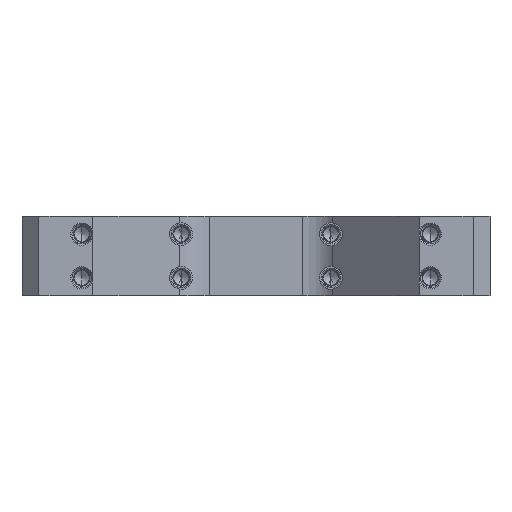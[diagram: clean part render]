
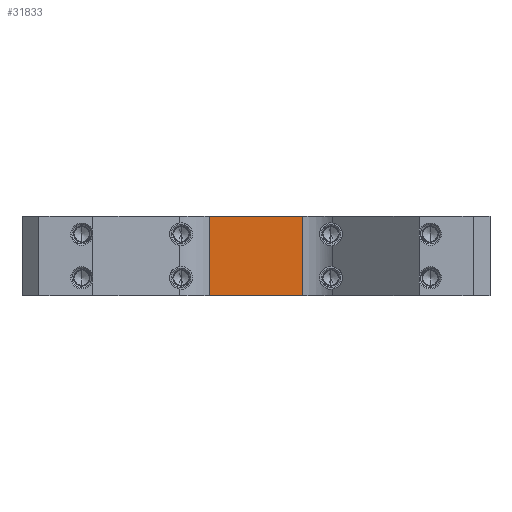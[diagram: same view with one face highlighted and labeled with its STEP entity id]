
A CAD part, left-side view. The second image highlights one B-rep face of the part: STEP entity #31833.
In plain terms, the highlighted planar face has unit normal (-1, 0, 0).
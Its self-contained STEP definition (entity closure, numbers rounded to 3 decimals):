
#81=DIRECTION('',(0.,0.,1.));
#82=VECTOR('',#81,12.);
#83=CARTESIAN_POINT('',(-20.32,7.022,-6.));
#84=LINE('',#83,#82);
#1055=DIRECTION('',(0.,0.,-1.));
#1056=VECTOR('',#1055,12.);
#1057=CARTESIAN_POINT('',(-20.32,-7.022,6.));
#1058=LINE('',#1057,#1056);
#1136=DIRECTION('',(0.,1.,0.));
#1137=VECTOR('',#1136,14.043);
#1138=CARTESIAN_POINT('',(-20.32,-7.022,-6.));
#1139=LINE('',#1138,#1137);
#1140=DIRECTION('',(0.,1.,0.));
#1141=VECTOR('',#1140,14.043);
#1142=CARTESIAN_POINT('',(-20.32,-7.022,6.));
#1143=LINE('',#1142,#1141);
#28682=CARTESIAN_POINT('',(-20.32,7.022,-6.));
#28683=VERTEX_POINT('',#28682);
#28684=CARTESIAN_POINT('',(-20.32,7.022,6.));
#28685=VERTEX_POINT('',#28684);
#28706=CARTESIAN_POINT('',(-20.32,-7.022,-6.));
#28707=VERTEX_POINT('',#28706);
#28708=CARTESIAN_POINT('',(-20.32,-7.022,6.));
#28709=VERTEX_POINT('',#28708);
#31821=CARTESIAN_POINT('',(-20.32,-77.815,6.35));
#31822=DIRECTION('',(1.,0.,0.));
#31823=DIRECTION('',(0.,1.,0.));
#31824=AXIS2_PLACEMENT_3D('',#31821,#31822,#31823);
#31825=PLANE('',#31824);
#31826=ORIENTED_EDGE('',*,*,#30519,.T.);
#31827=ORIENTED_EDGE('',*,*,#30466,.T.);
#31829=ORIENTED_EDGE('',*,*,#31828,.F.);
#31830=ORIENTED_EDGE('',*,*,#31799,.T.);
#31831=EDGE_LOOP('',(#31826,#31827,#31829,#31830));
#31832=FACE_OUTER_BOUND('',#31831,.F.);
#31833=ADVANCED_FACE('',(#31832),#31825,.F.);
#30466=EDGE_CURVE('',#28683,#28685,#84,.T.);
#30519=EDGE_CURVE('',#28707,#28683,#1139,.T.);
#31799=EDGE_CURVE('',#28709,#28707,#1058,.T.);
#31828=EDGE_CURVE('',#28709,#28685,#1143,.T.);
